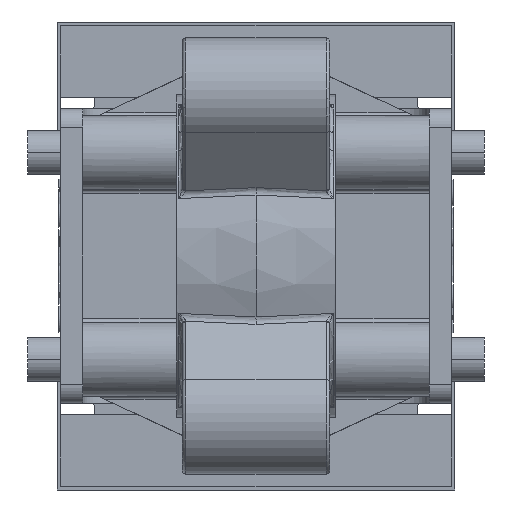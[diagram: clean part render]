
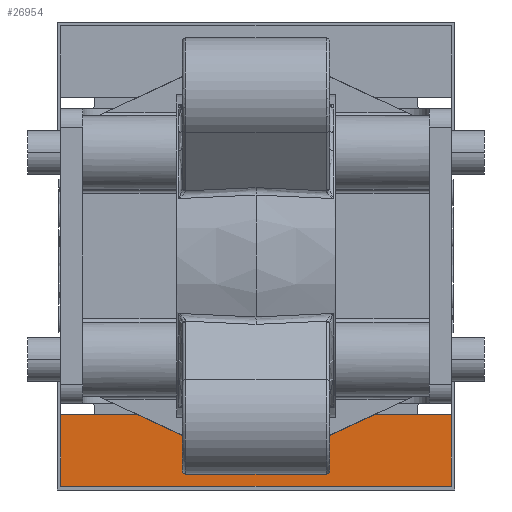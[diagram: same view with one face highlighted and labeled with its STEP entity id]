
A CAD part, front view. The second image highlights one B-rep face of the part: STEP entity #26954.
In plain terms, the highlighted planar face has unit normal (0, -1, 0).
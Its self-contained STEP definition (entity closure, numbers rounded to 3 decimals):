
#1776 = VERTEX_POINT ( 'NONE', #4702 ) ;
#1784 = VERTEX_POINT ( 'NONE', #4750 ) ;
#1825 = EDGE_CURVE ( 'NONE', #1776, #1826, #4844, .T. ) ;
#1826 = VERTEX_POINT ( 'NONE', #4840 ) ;
#1852 = EDGE_CURVE ( 'NONE', #1853, #1784, #4854, .T. ) ;
#1853 = VERTEX_POINT ( 'NONE', #4850 ) ;
#4702 = CARTESIAN_POINT ( 'NONE',  ( 53., 225., -62.5 ) ) ;
#4750 = CARTESIAN_POINT ( 'NONE',  ( -53., 225., -62.5 ) ) ;
#4840 = CARTESIAN_POINT ( 'NONE',  ( 53., 225., -43. ) ) ;
#4841 = DIRECTION ( 'NONE',  ( 0., 0., 1. ) ) ;
#4842 = VECTOR ( 'NONE', #4841, 1000. ) ;
#4843 = CARTESIAN_POINT ( 'NONE',  ( 53., 225., -23. ) ) ;
#4844 = LINE ( 'NONE', #4843, #4842 ) ;
#4850 = CARTESIAN_POINT ( 'NONE',  ( -53., 225., -43. ) ) ;
#4851 = DIRECTION ( 'NONE',  ( 0., 0., -1. ) ) ;
#4852 = VECTOR ( 'NONE', #4851, 1000. ) ;
#4853 = CARTESIAN_POINT ( 'NONE',  ( -53., 225., -23. ) ) ;
#4854 = LINE ( 'NONE', #4853, #4852 ) ;
#14239 = LINE ( 'NONE', #14374, #14373 ) ;
#14371 = DIRECTION ( 'NONE',  ( 1., 0., 0. ) ) ;
#14373 = VECTOR ( 'NONE', #14371, 1000. ) ;
#14374 = CARTESIAN_POINT ( 'NONE',  ( -54., 225., -43. ) ) ;
#15603 = DIRECTION ( 'NONE',  ( 1., 0., 0. ) ) ;
#15604 = VECTOR ( 'NONE', #15603, 1000. ) ;
#15607 = CARTESIAN_POINT ( 'NONE',  ( 54., 225., -62.5 ) ) ;
#15609 = LINE ( 'NONE', #15607, #15604 ) ;
#15695 = DIRECTION ( 'NONE',  ( 0., 0., 1. ) ) ;
#15697 = DIRECTION ( 'NONE',  ( 0., 1., 0. ) ) ;
#15699 = CARTESIAN_POINT ( 'NONE',  ( 54., 225., -63.5 ) ) ;
#15701 = AXIS2_PLACEMENT_3D ( 'NONE', #15699, #15697, #15695 ) ;
#15703 = PLANE ( 'NONE',  #15701 ) ;
#15705 = FACE_OUTER_BOUND ( 'NONE', #26959, .T. ) ;
#26502 = EDGE_CURVE ( 'NONE', #1853, #1826, #14239, .T. ) ;
#26935 = EDGE_CURVE ( 'NONE', #1784, #1776, #15609, .T. ) ;
#26942 = ORIENTED_EDGE ( 'NONE', *, *, #26502, .F. ) ;
#26945 = ORIENTED_EDGE ( 'NONE', *, *, #26935, .T. ) ;
#26949 = ORIENTED_EDGE ( 'NONE', *, *, #1825, .T. ) ;
#26954 = ADVANCED_FACE ( 'NONE', ( #15705 ), #15703, .F. ) ;
#26959 = EDGE_LOOP ( 'NONE', ( #27002, #26945, #26949, #26942 ) ) ;
#27002 = ORIENTED_EDGE ( 'NONE', *, *, #1852, .T. ) ;
